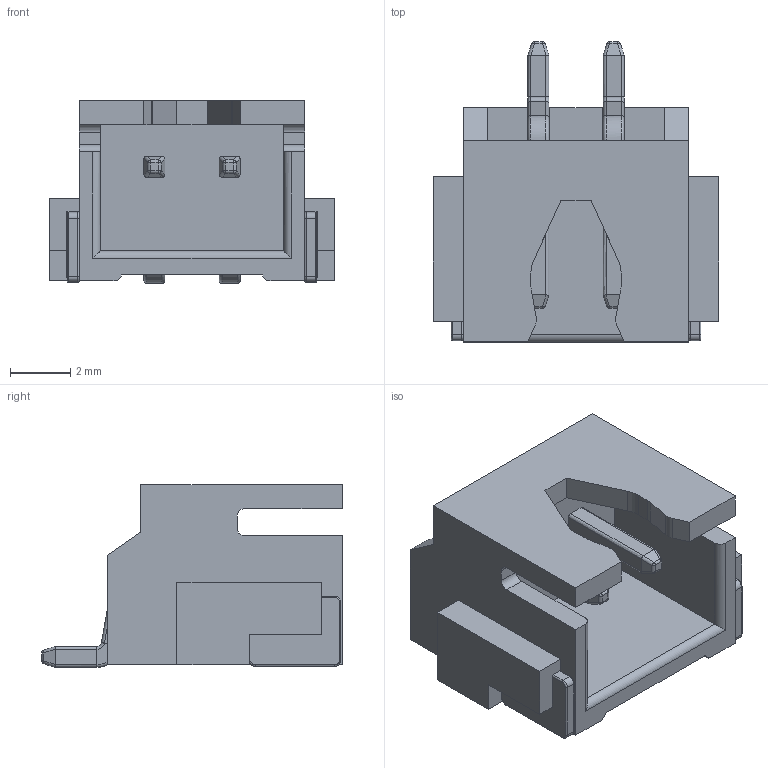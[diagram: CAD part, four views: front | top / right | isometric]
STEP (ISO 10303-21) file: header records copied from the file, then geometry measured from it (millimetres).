
FILE_DESCRIPTION (( 'STEP AP214' ), '1' );
FILE_NAME ('CONN-SMD_XH-2PWB.step', '2022-07-29T15:17:24', ( '' ), ( '' ), 'SwSTEP 2.0', 'SolidWorks 2020', '' );
FILE_SCHEMA (( 'AUTOMOTIVE_DESIGN' ));
Length unit declared in the file: millimetre
Products named in the file (1): CONN-SMD_XH-2PWB
Bounding box: 9.5 x 10 x 6.08 mm (x, y, z)
Volume: 185.3 mm3; surface area: 542.6 mm2
Topology: 16 solids, 16 shells, 568 faces, 1467 edges, 926 vertices
Faces by surface type: plane 312, bspline 124, cylinder 92, torus 24, sphere 16
Entity records: 25120 total; most frequent: CARTESIAN_POINT 5820, ORIENTED_EDGE 2902, DIRECTION 2223, EDGE_CURVE 1451, LINE 965, VECTOR 965, VERTEX_POINT 926, AXIS2_PLACEMENT_3D 629
